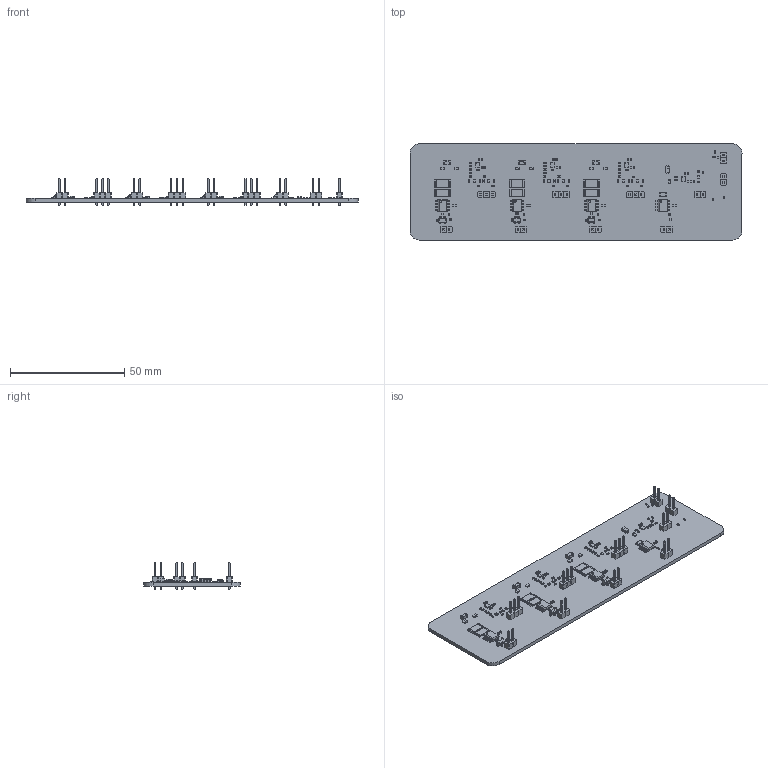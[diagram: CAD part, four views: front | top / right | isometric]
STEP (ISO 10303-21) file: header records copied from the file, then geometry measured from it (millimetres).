
FILE_DESCRIPTION(('Open CASCADE Model'),'2;1');
FILE_NAME('Open CASCADE Shape Model','2022-06-15T18:08:15',('Author'),( 'Open CASCADE'),'Open CASCADE STEP processor 6.8','Open CASCADE 6.8' ,'Unknown');
FILE_SCHEMA(('AUTOMOTIVE_DESIGN { 1 0 10303 214 1 1 1 1 }'));
Length unit declared in the file: millimetre
Products named in the file (152): PCB; Board; Open CASCADE STEP translator 6.8 1.1.1; X14; User_Library-PLS-2; X13; User_Library-PLS-3; X10; X8; X7; R57; User_Library-R_0402; R56; X12; X9; X6; X4; X1; VT14; PMCXB900UELZ; VT13; VT12; VT11; VT10; VT9; VT8; VT7; EPC2014C--3DModel-STEP-56544; VT6; VT5; VT4; VT3; VT2; VT1; VD1; CircuitWorks-SOD123; R55; R54; R53; R52 ...
Assembly tree (272 placements, depth 4):
  PCB
    Board
      Open CASCADE STEP translator 6.8 1.1.1
    X14
      User_Library-PLS-2
    X13
      User_Library-PLS-3
    X10
      User_Library-PLS-3
    X8
      User_Library-PLS-3
    X7
      User_Library-PLS-2
    R57
      User_Library-R_0402
    R56
      User_Library-R_0402
    X12
      User_Library-PLS-2
    X9
      User_Library-PLS-2
    X6
      User_Library-PLS-2
    X4
      User_Library-PLS-2
    X1
      User_Library-PLS-2
    VT14
      PMCXB900UELZ
    VT13
      PMCXB900UELZ
    VT12
      PMCXB900UELZ
    VT11
      PMCXB900UELZ
    VT10
      PMCXB900UELZ
    VT9
      PMCXB900UELZ
    VT8
      PMCXB900UELZ
    VT7
      EPC2014C--3DModel-STEP-56544
    VT6
      EPC2014C--3DModel-STEP-56544
    VT5
      EPC2014C--3DModel-STEP-56544
    VT4
      EPC2014C--3DModel-STEP-56544
    VT3
      EPC2014C--3DModel-STEP-56544
    VT2
      EPC2014C--3DModel-STEP-56544
    VT1
      EPC2014C--3DModel-STEP-56544
    VD1
      CircuitWorks-SOD123
    R55
      User_Library-R_0402
    R54
Bounding box: 145 x 42 x 11.54 mm (x, y, z)
Volume: 10518.1 mm3; surface area: 15799.3 mm2
Topology: 515 solids, 515 shells, 11878 faces, 28958 edges, 17843 vertices
Faces by surface type: plane 7044, bspline 2040, cylinder 1933, sphere 861
Entity records: 41881 total; most frequent: CARTESIAN_POINT 9141, DIRECTION 5523, ORIENTED_EDGE 5258, EDGE_CURVE 2629, LINE 2029, VECTOR 2029, AXIS2_PLACEMENT_3D 1747, VERTEX_POINT 1693
